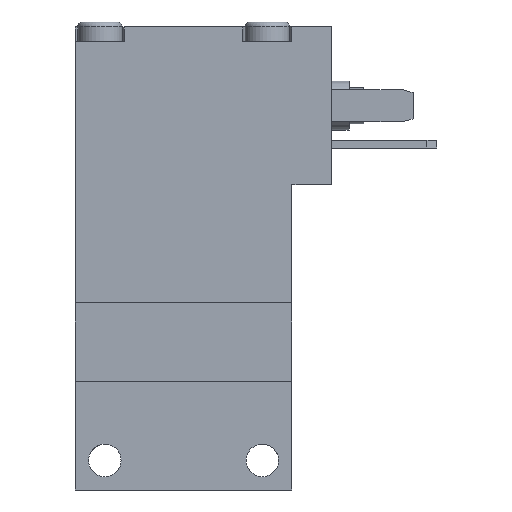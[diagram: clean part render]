
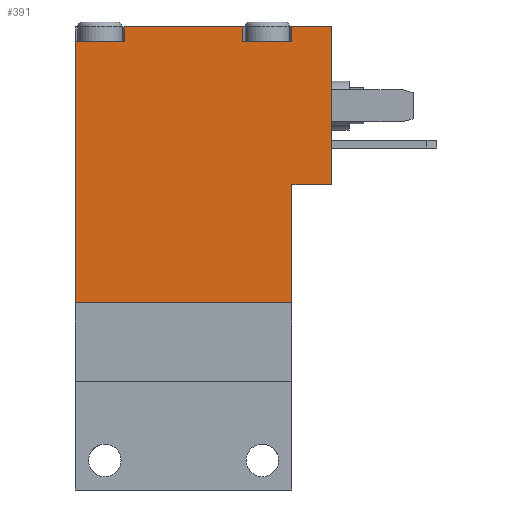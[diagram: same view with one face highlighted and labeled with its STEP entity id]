
A CAD part, front view. The second image highlights one B-rep face of the part: STEP entity #391.
In plain terms, the highlighted face is planar.
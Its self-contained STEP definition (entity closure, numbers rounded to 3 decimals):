
#391 = ADVANCED_FACE( '    FACE', ( #1167 ), #1168, .T. );
#457 = EDGE_CURVE( '    LINE', #1274, #1275, #1276, .T. );
#511 = EDGE_CURVE( '    LINE', #1255, #1364, #1365, .T. );
#546 = EDGE_CURVE( '    LINE', #1418, #1419, #1420, .T. );
#571 = EDGE_CURVE( '    LINE', #1418, #1262, #1462, .T. );
#615 = EDGE_CURVE( '    LINE', #1528, #1255, #1529, .T. );
#648 = EDGE_CURVE( '    LINE', #1247, #1262, #1582, .T. );
#659 = EDGE_CURVE( '    LINE', #1419, #1596, #1597, .T. );
#881 = EDGE_CURVE( '    LINE', #1251, #1440, #1931, .T. );
#914 = EDGE_CURVE( '    LINE', #1364, #1247, #1981, .T. );
#973 = EDGE_CURVE( '    LINE', #1251, #1596, #2064, .T. );
#1016 = EDGE_CURVE( '    LINE', #1440, #1274, #2126, .T. );
#1107 = EDGE_CURVE( '    LINE', #1275, #1528, #2249, .T. );
#1167 = FACE_OUTER_BOUND( '', #2293, .T. );
#1168 = PLANE( '', #2294 );
#1247 = VERTEX_POINT( '', #2392 );
#1251 = VERTEX_POINT( '', #2398 );
#1255 = VERTEX_POINT( '', #2404 );
#1262 = VERTEX_POINT( '', #2414 );
#1274 = VERTEX_POINT( '', #2430 );
#1275 = VERTEX_POINT( '', #2431 );
#1276 = LINE( '', #2432, #2433 );
#1364 = VERTEX_POINT( '', #2588 );
#1365 = LINE( '', #2589, #2590 );
#1418 = VERTEX_POINT( '', #2658 );
#1419 = VERTEX_POINT( '', #2659 );
#1420 = LINE( '', #2660, #2661 );
#1440 = VERTEX_POINT( '', #2685 );
#1462 = LINE( '', #2712, #2713 );
#1528 = VERTEX_POINT( '', #2794 );
#1529 = LINE( '', #2795, #2796 );
#1582 = LINE( '', #2874, #2875 );
#1596 = VERTEX_POINT( '', #2894 );
#1597 = LINE( '', #2895, #2896 );
#1931 = LINE( '', #3382, #3383 );
#1981 = LINE( '', #3511, #3512 );
#2064 = LINE( '', #3663, #3664 );
#2126 = LINE( '', #3744, #3745 );
#2249 = LINE( '', #3996, #3997 );
#2293 = EDGE_LOOP( '', ( #4036, #4037, #4038, #4039, #4040, #4041, #4042, #4043, #4044, #4045, #4046, #4047 ) );
#2294 = AXIS2_PLACEMENT_3D( '', #4048, #4049, #4050 );
#2392 = CARTESIAN_POINT( '', ( -7.1, 7., 33.5 ) );
#2398 = CARTESIAN_POINT( '', ( 14.9, 7., 33.5 ) );
#2404 = CARTESIAN_POINT( '', ( -11.1, 7., 35. ) );
#2414 = CARTESIAN_POINT( '', ( -2.1, 7., 33.5 ) );
#2430 = CARTESIAN_POINT( '', ( -7.1, 7., 7. ) );
#2431 = CARTESIAN_POINT( '', ( -7.1, 7., 19. ) );
#2432 = CARTESIAN_POINT( '', ( -7.1, 7., 7. ) );
#2433 = VECTOR( '', #4199, 1000. );
#2588 = CARTESIAN_POINT( '', ( -7.1, 7., 35. ) );
#2589 = CARTESIAN_POINT( '', ( -11.1, 7., 35. ) );
#2590 = VECTOR( '', #4295, 1000. );
#2658 = CARTESIAN_POINT( '', ( -2.1, 7., 35. ) );
#2659 = CARTESIAN_POINT( '', ( 9.9, 7., 35. ) );
#2660 = CARTESIAN_POINT( '', ( -2.1, 7., 35. ) );
#2661 = VECTOR( '', #4372, 1000. );
#2685 = CARTESIAN_POINT( '', ( 14.9, 7., 7. ) );
#2712 = CARTESIAN_POINT( '', ( -2.1, 7., 35. ) );
#2713 = VECTOR( '', #4445, 1000. );
#2794 = CARTESIAN_POINT( '', ( -11.1, 7., 19. ) );
#2795 = CARTESIAN_POINT( '', ( -11.1, 7., 19. ) );
#2796 = VECTOR( '', #4552, 1000. );
#2874 = CARTESIAN_POINT( '', ( -7.1, 7., 33.5 ) );
#2875 = VECTOR( '', #4625, 1000. );
#2894 = CARTESIAN_POINT( '', ( 9.9, 7., 33.5 ) );
#2895 = CARTESIAN_POINT( '', ( 9.9, 7., 35. ) );
#2896 = VECTOR( '', #4646, 1000. );
#3382 = CARTESIAN_POINT( '', ( 14.9, 7., 33.5 ) );
#3383 = VECTOR( '', #5149, 1000. );
#3511 = CARTESIAN_POINT( '', ( -7.1, 7., 35. ) );
#3512 = VECTOR( '', #5207, 1000. );
#3663 = CARTESIAN_POINT( '', ( 14.9, 7., 33.5 ) );
#3664 = VECTOR( '', #5320, 1000. );
#3744 = CARTESIAN_POINT( '', ( 14.9, 7., 7. ) );
#3745 = VECTOR( '', #5412, 1000. );
#3996 = CARTESIAN_POINT( '', ( -7.1, 7., 19. ) );
#3997 = VECTOR( '', #5607, 1000. );
#4036 = ORIENTED_EDGE( '', *, *, #973, .F. );
#4037 = ORIENTED_EDGE( '', *, *, #881, .T. );
#4038 = ORIENTED_EDGE( '', *, *, #1016, .T. );
#4039 = ORIENTED_EDGE( '', *, *, #457, .T. );
#4040 = ORIENTED_EDGE( '', *, *, #1107, .T. );
#4041 = ORIENTED_EDGE( '', *, *, #615, .T. );
#4042 = ORIENTED_EDGE( '', *, *, #511, .T. );
#4043 = ORIENTED_EDGE( '', *, *, #914, .T. );
#4044 = ORIENTED_EDGE( '', *, *, #648, .T. );
#4045 = ORIENTED_EDGE( '', *, *, #571, .F. );
#4046 = ORIENTED_EDGE( '', *, *, #546, .T. );
#4047 = ORIENTED_EDGE( '', *, *, #659, .T. );
#4048 = CARTESIAN_POINT( '', ( 14.9, 7., 7. ) );
#4049 = DIRECTION( '', ( 0., 1., 0. ) );
#4050 = DIRECTION( '', ( -1., 0., 0. ) );
#4199 = DIRECTION( '', ( 0., 0., 1. ) );
#4295 = DIRECTION( '', ( 1., 0., 0. ) );
#4372 = DIRECTION( '', ( 1., 0., 0. ) );
#4445 = DIRECTION( '', ( 0., 0., -1. ) );
#4552 = DIRECTION( '', ( 0., 0., 1. ) );
#4625 = DIRECTION( '', ( 1., 0., 0. ) );
#4646 = DIRECTION( '', ( 0., 0., -1. ) );
#5149 = DIRECTION( '', ( 0., 0., -1. ) );
#5207 = DIRECTION( '', ( 0., 0., -1. ) );
#5320 = DIRECTION( '', ( -1., 0., 0. ) );
#5412 = DIRECTION( '', ( -1., 0., 0. ) );
#5607 = DIRECTION( '', ( -1., 0., 0. ) );
